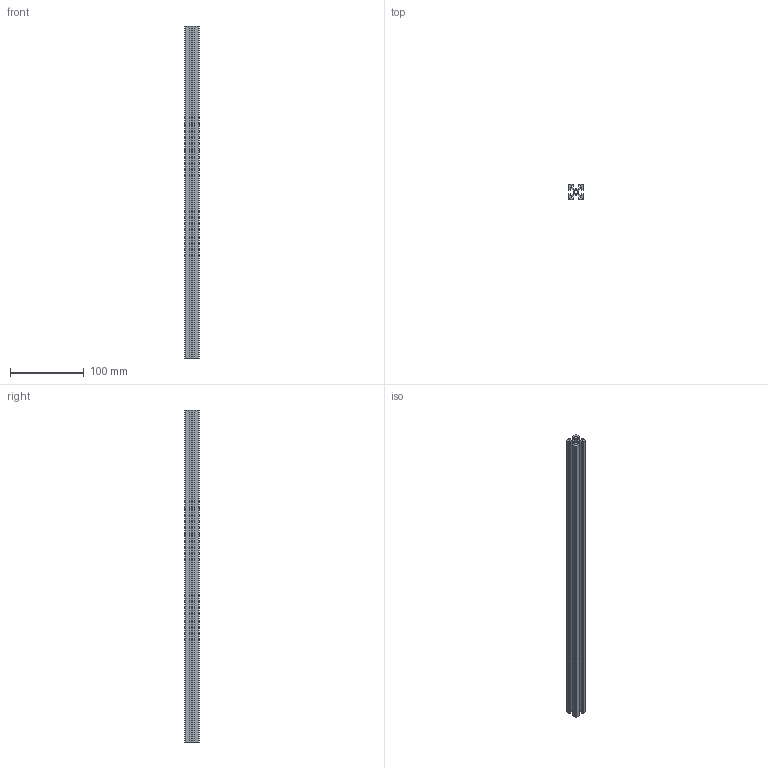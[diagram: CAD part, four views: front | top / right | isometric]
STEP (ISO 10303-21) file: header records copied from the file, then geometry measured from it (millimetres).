
FILE_DESCRIPTION (( 'STEP AP214' ), '1' );
FILE_NAME ('TargetLink.STEP', '2025-03-11T04:54:44', ( '' ), ( '' ), 'SwSTEP 2.0', 'SolidWorks 2020', '' );
FILE_SCHEMA (( 'AUTOMOTIVE_DESIGN' ));
Length unit declared in the file: millimetre
Products named in the file (1): TargetLink
Bounding box: 20 x 20 x 450 mm (x, y, z)
Volume: 77688.7 mm3; surface area: 76322.6 mm2
Topology: 1 solids, 1 shells, 80 faces, 234 edges, 156 vertices
Faces by surface type: plane 74, cylinder 6
Entity records: 2648 total; most frequent: CARTESIAN_POINT 471, ORIENTED_EDGE 468, DIRECTION 408, EDGE_CURVE 234, VECTOR 222, LINE 222, VERTEX_POINT 156, AXIS2_PLACEMENT_3D 93
